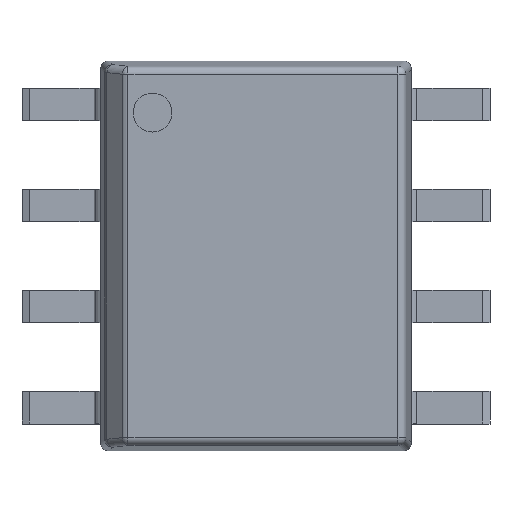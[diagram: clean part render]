
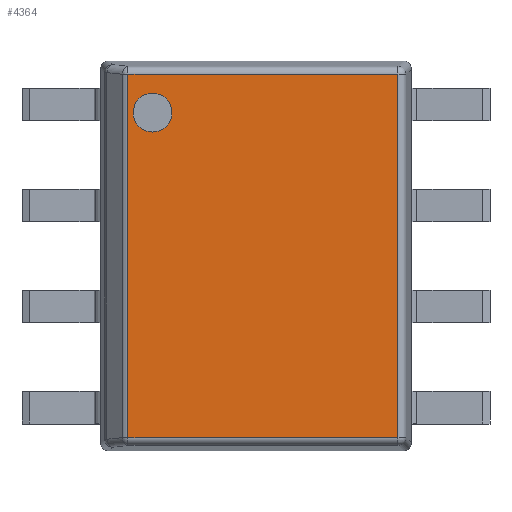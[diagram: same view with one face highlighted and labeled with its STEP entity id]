
A CAD part, top view. The second image highlights one B-rep face of the part: STEP entity #4364.
In plain terms, the highlighted planar face has unit normal (0, 0, 1).
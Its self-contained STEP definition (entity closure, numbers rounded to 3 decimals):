
#3405 = CYLINDRICAL_SURFACE('',#3406,0.1);
#3406 = AXIS2_PLACEMENT_3D('',#3407,#3408,#3409);
#3407 = CARTESIAN_POINT('',(0.3,0.167,1.65));
#3408 = DIRECTION('',(1.,0.,0.));
#3409 = DIRECTION('',(0.,-0.995,0.105));
#3554 = CYLINDRICAL_SURFACE('',#3555,0.1);
#3555 = AXIS2_PLACEMENT_3D('',#3556,#3557,#3558);
#3556 = CARTESIAN_POINT('',(0.3,4.733,1.65));
#3557 = DIRECTION('',(1.,0.,0.));
#3558 = DIRECTION('',(0.,0.995,0.105));
#3630 = CYLINDRICAL_SURFACE('',#3631,0.1);
#3631 = AXIS2_PLACEMENT_3D('',#3632,#3633,#3634);
#3632 = CARTESIAN_POINT('',(3.733,0.077,1.65));
#3633 = DIRECTION('',(0.,1.,0.));
#3634 = DIRECTION('',(0.995,0.,0.105));
#3934 = VERTEX_POINT('',#3935);
#3935 = CARTESIAN_POINT('',(0.341,0.167,1.75));
#3972 = EDGE_CURVE('',#3934,#3973,#3975,.T.);
#3973 = VERTEX_POINT('',#3974);
#3974 = CARTESIAN_POINT('',(3.733,0.167,1.75));
#3975 = SURFACE_CURVE('',#3976,(#3980,#3987),.PCURVE_S1.);
#3976 = LINE('',#3977,#3978);
#3977 = CARTESIAN_POINT('',(0.3,0.167,1.75));
#3978 = VECTOR('',#3979,1.);
#3979 = DIRECTION('',(1.,0.,0.));
#3980 = PCURVE('',#3405,#3981);
#3981 = DEFINITIONAL_REPRESENTATION('',(#3982),#3986);
#3982 = LINE('',#3983,#3984);
#3983 = CARTESIAN_POINT('',(-1.466,0.));
#3984 = VECTOR('',#3985,1.);
#3985 = DIRECTION('',(0.,1.));
#3986 = ( GEOMETRIC_REPRESENTATION_CONTEXT(2) 
PARAMETRIC_REPRESENTATION_CONTEXT() REPRESENTATION_CONTEXT('2D SPACE',''
  ) );
#3987 = PCURVE('',#3988,#3993);
#3988 = PLANE('',#3989);
#3989 = AXIS2_PLACEMENT_3D('',#3990,#3991,#3992);
#3990 = CARTESIAN_POINT('',(0.,0.,1.75));
#3991 = DIRECTION('',(0.,0.,1.));
#3992 = DIRECTION('',(1.,0.,0.));
#3993 = DEFINITIONAL_REPRESENTATION('',(#3994),#3998);
#3994 = LINE('',#3995,#3996);
#3995 = CARTESIAN_POINT('',(0.3,0.167));
#3996 = VECTOR('',#3997,1.);
#3997 = DIRECTION('',(1.,0.));
#3998 = ( GEOMETRIC_REPRESENTATION_CONTEXT(2) 
PARAMETRIC_REPRESENTATION_CONTEXT() REPRESENTATION_CONTEXT('2D SPACE',''
  ) );
#4136 = VERTEX_POINT('',#4137);
#4137 = CARTESIAN_POINT('',(0.341,4.733,1.75));
#4174 = EDGE_CURVE('',#4136,#4175,#4177,.T.);
#4175 = VERTEX_POINT('',#4176);
#4176 = CARTESIAN_POINT('',(3.733,4.733,1.75));
#4177 = SURFACE_CURVE('',#4178,(#4182,#4189),.PCURVE_S1.);
#4178 = LINE('',#4179,#4180);
#4179 = CARTESIAN_POINT('',(0.3,4.733,1.75));
#4180 = VECTOR('',#4181,1.);
#4181 = DIRECTION('',(1.,0.,0.));
#4182 = PCURVE('',#3554,#4183);
#4183 = DEFINITIONAL_REPRESENTATION('',(#4184),#4188);
#4184 = LINE('',#4185,#4186);
#4185 = CARTESIAN_POINT('',(1.466,0.));
#4186 = VECTOR('',#4187,1.);
#4187 = DIRECTION('',(0.,1.));
#4188 = ( GEOMETRIC_REPRESENTATION_CONTEXT(2) 
PARAMETRIC_REPRESENTATION_CONTEXT() REPRESENTATION_CONTEXT('2D SPACE',''
  ) );
#4189 = PCURVE('',#3988,#4190);
#4190 = DEFINITIONAL_REPRESENTATION('',(#4191),#4195);
#4191 = LINE('',#4192,#4193);
#4192 = CARTESIAN_POINT('',(0.3,4.733));
#4193 = VECTOR('',#4194,1.);
#4194 = DIRECTION('',(1.,0.));
#4195 = ( GEOMETRIC_REPRESENTATION_CONTEXT(2) 
PARAMETRIC_REPRESENTATION_CONTEXT() REPRESENTATION_CONTEXT('2D SPACE',''
  ) );
#4249 = EDGE_CURVE('',#3973,#4175,#4250,.T.);
#4250 = SURFACE_CURVE('',#4251,(#4255,#4262),.PCURVE_S1.);
#4251 = LINE('',#4252,#4253);
#4252 = CARTESIAN_POINT('',(3.733,0.077,1.75));
#4253 = VECTOR('',#4254,1.);
#4254 = DIRECTION('',(0.,1.,0.));
#4255 = PCURVE('',#3630,#4256);
#4256 = DEFINITIONAL_REPRESENTATION('',(#4257),#4261);
#4257 = LINE('',#4258,#4259);
#4258 = CARTESIAN_POINT('',(-1.466,0.));
#4259 = VECTOR('',#4260,1.);
#4260 = DIRECTION('',(0.,1.));
#4261 = ( GEOMETRIC_REPRESENTATION_CONTEXT(2) 
PARAMETRIC_REPRESENTATION_CONTEXT() REPRESENTATION_CONTEXT('2D SPACE',''
  ) );
#4262 = PCURVE('',#3988,#4263);
#4263 = DEFINITIONAL_REPRESENTATION('',(#4264),#4268);
#4264 = LINE('',#4265,#4266);
#4265 = CARTESIAN_POINT('',(3.733,0.077));
#4266 = VECTOR('',#4267,1.);
#4267 = DIRECTION('',(0.,1.));
#4268 = ( GEOMETRIC_REPRESENTATION_CONTEXT(2) 
PARAMETRIC_REPRESENTATION_CONTEXT() REPRESENTATION_CONTEXT('2D SPACE',''
  ) );
#4321 = CYLINDRICAL_SURFACE('',#4322,0.1);
#4322 = AXIS2_PLACEMENT_3D('',#4323,#4324,#4325);
#4323 = CARTESIAN_POINT('',(0.341,0.077,1.65));
#4324 = DIRECTION('',(0.,1.,0.));
#4325 = DIRECTION('',(-0.707,0.,0.707));
#4364 = ADVANCED_FACE('',(#4365,#4391),#3988,.T.);
#4365 = FACE_BOUND('',#4366,.T.);
#4366 = EDGE_LOOP('',(#4367,#4368,#4389,#4390));
#4367 = ORIENTED_EDGE('',*,*,#4174,.F.);
#4368 = ORIENTED_EDGE('',*,*,#4369,.F.);
#4369 = EDGE_CURVE('',#3934,#4136,#4370,.T.);
#4370 = SURFACE_CURVE('',#4371,(#4375,#4382),.PCURVE_S1.);
#4371 = LINE('',#4372,#4373);
#4372 = CARTESIAN_POINT('',(0.341,0.077,1.75));
#4373 = VECTOR('',#4374,1.);
#4374 = DIRECTION('',(0.,1.,0.));
#4375 = PCURVE('',#3988,#4376);
#4376 = DEFINITIONAL_REPRESENTATION('',(#4377),#4381);
#4377 = LINE('',#4378,#4379);
#4378 = CARTESIAN_POINT('',(0.341,0.077));
#4379 = VECTOR('',#4380,1.);
#4380 = DIRECTION('',(0.,1.));
#4381 = ( GEOMETRIC_REPRESENTATION_CONTEXT(2) 
PARAMETRIC_REPRESENTATION_CONTEXT() REPRESENTATION_CONTEXT('2D SPACE',''
  ) );
#4382 = PCURVE('',#4321,#4383);
#4383 = DEFINITIONAL_REPRESENTATION('',(#4384),#4388);
#4384 = LINE('',#4385,#4386);
#4385 = CARTESIAN_POINT('',(0.785,0.));
#4386 = VECTOR('',#4387,1.);
#4387 = DIRECTION('',(0.,1.));
#4388 = ( GEOMETRIC_REPRESENTATION_CONTEXT(2) 
PARAMETRIC_REPRESENTATION_CONTEXT() REPRESENTATION_CONTEXT('2D SPACE',''
  ) );
#4389 = ORIENTED_EDGE('',*,*,#3972,.T.);
#4390 = ORIENTED_EDGE('',*,*,#4249,.T.);
#4391 = FACE_BOUND('',#4392,.T.);
#4392 = EDGE_LOOP('',(#4393));
#4393 = ORIENTED_EDGE('',*,*,#4394,.F.);
#4394 = EDGE_CURVE('',#4395,#4395,#4397,.T.);
#4395 = VERTEX_POINT('',#4396);
#4396 = CARTESIAN_POINT('',(0.894,4.25,1.75));
#4397 = SURFACE_CURVE('',#4398,(#4403,#4410),.PCURVE_S1.);
#4398 = CIRCLE('',#4399,0.244);
#4399 = AXIS2_PLACEMENT_3D('',#4400,#4401,#4402);
#4400 = CARTESIAN_POINT('',(0.65,4.25,1.75));
#4401 = DIRECTION('',(0.,0.,1.));
#4402 = DIRECTION('',(1.,0.,0.));
#4403 = PCURVE('',#3988,#4404);
#4404 = DEFINITIONAL_REPRESENTATION('',(#4405),#4409);
#4405 = CIRCLE('',#4406,0.244);
#4406 = AXIS2_PLACEMENT_2D('',#4407,#4408);
#4407 = CARTESIAN_POINT('',(0.65,4.25));
#4408 = DIRECTION('',(1.,0.));
#4409 = ( GEOMETRIC_REPRESENTATION_CONTEXT(2) 
PARAMETRIC_REPRESENTATION_CONTEXT() REPRESENTATION_CONTEXT('2D SPACE',''
  ) );
#4410 = PCURVE('',#4411,#4416);
#4411 = CYLINDRICAL_SURFACE('',#4412,0.244);
#4412 = AXIS2_PLACEMENT_3D('',#4413,#4414,#4415);
#4413 = CARTESIAN_POINT('',(0.65,4.25,1.65));
#4414 = DIRECTION('',(0.,0.,1.));
#4415 = DIRECTION('',(1.,0.,0.));
#4416 = DEFINITIONAL_REPRESENTATION('',(#4417),#4421);
#4417 = LINE('',#4418,#4419);
#4418 = CARTESIAN_POINT('',(0.,0.1));
#4419 = VECTOR('',#4420,1.);
#4420 = DIRECTION('',(1.,0.));
#4421 = ( GEOMETRIC_REPRESENTATION_CONTEXT(2) 
PARAMETRIC_REPRESENTATION_CONTEXT() REPRESENTATION_CONTEXT('2D SPACE',''
  ) );
